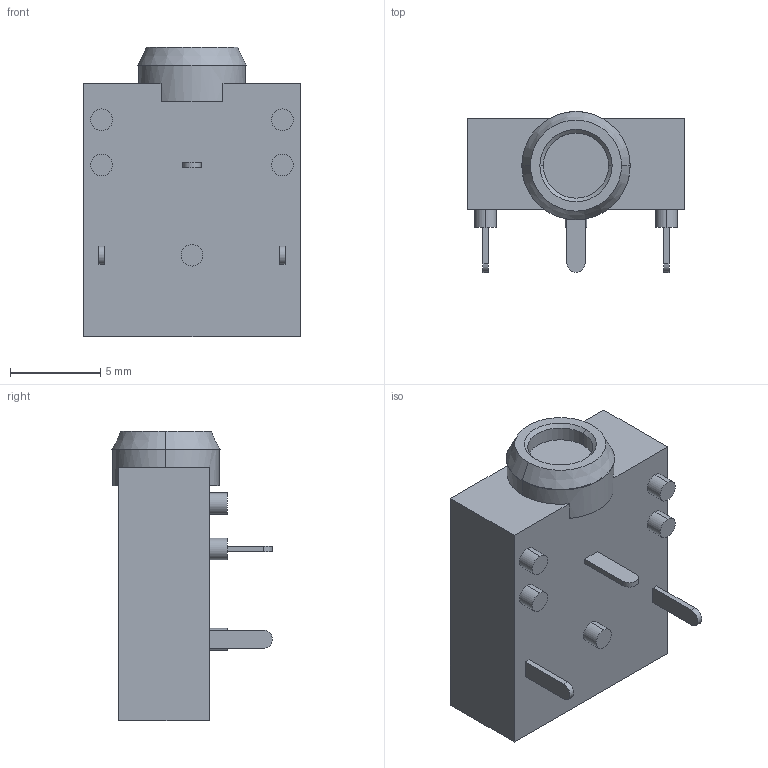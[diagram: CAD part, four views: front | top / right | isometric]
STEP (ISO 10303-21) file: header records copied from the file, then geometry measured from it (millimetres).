
FILE_DESCRIPTION (( 'STEP AP214' ), '1' );
FILE_NAME ('641BAD0E-AF61-4305-A79D-F44AA4104B2A.STEP', '2023-12-09T22:00:28', ( '' ), ( '' ), 'SwSTEP 2.0', 'SolidWorks 2022', '' );
FILE_SCHEMA (( 'AUTOMOTIVE_DESIGN' ));
Length unit declared in the file: millimetre
Products named in the file (1): 641BAD0E-AF61-4305-A79D-F44AA4104B2A
Bounding box: 12 x 8.9 x 16 mm (x, y, z)
Volume: 891.6 mm3; surface area: 686.7 mm2
Topology: 1 solids, 1 shells, 50 faces, 112 edges, 74 vertices
Faces by surface type: plane 29, cylinder 17, cone 4
Entity records: 1812 total; most frequent: DIRECTION 258, CARTESIAN_POINT 237, ORIENTED_EDGE 224, EDGE_CURVE 112, AXIS2_PLACEMENT_3D 95, VERTEX_POINT 74, LINE 68, VECTOR 68
